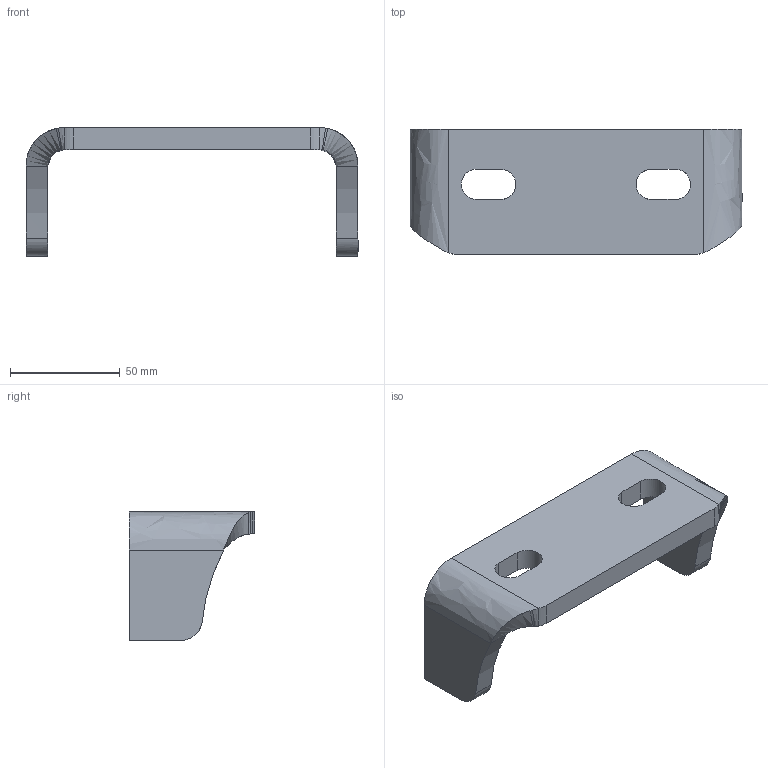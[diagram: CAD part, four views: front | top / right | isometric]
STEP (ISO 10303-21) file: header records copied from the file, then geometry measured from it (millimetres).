
FILE_DESCRIPTION (( 'STEP AP203' ), '1' );
FILE_NAME ('Aynalama33360_MS 008.IGS_Default_sldprt.STEP', '2023-01-17T08:09:08', ( '' ), ( '' ), 'SwSTEP 2.0', 'SolidWorks 2019', '' );
FILE_SCHEMA (( 'CONFIG_CONTROL_DESIGN' ));
Length unit declared in the file: millimetre
Products named in the file (1): Aynalama33360_MS 008.IGS_Default_sldprt
Bounding box: 151.35 x 57 x 58.7 mm (x, y, z)
Volume: 108942.2 mm3; surface area: 28554.4 mm2
Topology: 1 solids, 1 shells, 40 faces, 98 edges, 60 vertices
Faces by surface type: bspline 40
Entity records: 1457 total; most frequent: CARTESIAN_POINT 785, ORIENTED_EDGE 196, EDGE_CURVE 98, B_SPLINE_CURVE_WITH_KNOTS 82, VERTEX_POINT 60, EDGE_LOOP 44, FACE_OUTER_BOUND 40, ADVANCED_FACE 40
